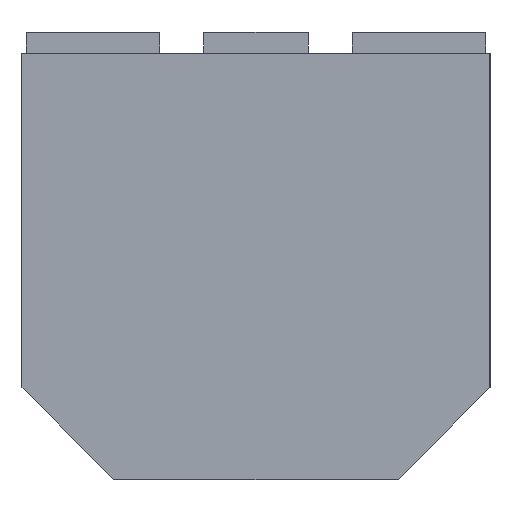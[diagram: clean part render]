
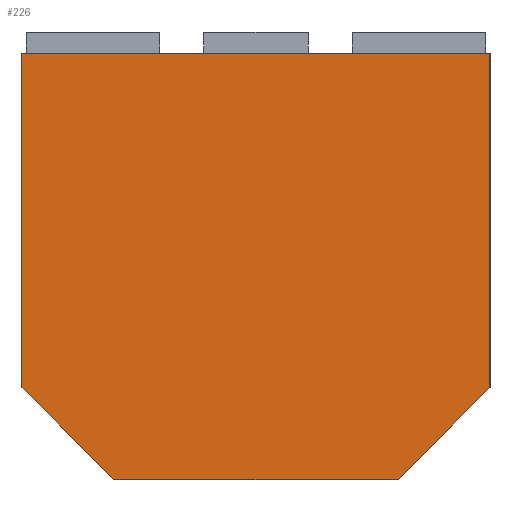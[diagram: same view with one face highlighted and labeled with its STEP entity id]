
A CAD part, left-side view. The second image highlights one B-rep face of the part: STEP entity #226.
In plain terms, the highlighted planar face has unit normal (-1, 0, 0).
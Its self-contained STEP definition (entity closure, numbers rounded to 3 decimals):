
#55=FACE_OUTER_BOUND('',#322,.T.);
#82=LINE('',#1035,#150);
#88=LINE('',#1059,#156);
#96=LINE('',#1079,#164);
#98=LINE('',#1083,#166);
#100=LINE('',#1087,#168);
#109=LINE('',#1105,#177);
#150=VECTOR('',#833,1.);
#156=VECTOR('',#859,1.);
#164=VECTOR('',#875,1.);
#166=VECTOR('',#879,1.);
#168=VECTOR('',#883,1.);
#177=VECTOR('',#894,1.);
#226=ADVANCED_FACE('',(#55),#265,.F.);
#265=PLANE('',#770);
#322=EDGE_LOOP('',(#425,#426,#427,#428,#429,#430));
#425=ORIENTED_EDGE('',*,*,#610,.T.);
#426=ORIENTED_EDGE('',*,*,#622,.T.);
#427=ORIENTED_EDGE('',*,*,#645,.T.);
#428=ORIENTED_EDGE('',*,*,#636,.T.);
#429=ORIENTED_EDGE('',*,*,#634,.T.);
#430=ORIENTED_EDGE('',*,*,#632,.T.);
#545=VERTEX_POINT('',#1029);
#548=VERTEX_POINT('',#1034);
#556=VERTEX_POINT('',#1058);
#564=VERTEX_POINT('',#1078);
#565=VERTEX_POINT('',#1082);
#566=VERTEX_POINT('',#1086);
#610=EDGE_CURVE('',#545,#548,#82,.T.);
#622=EDGE_CURVE('',#548,#556,#88,.T.);
#632=EDGE_CURVE('',#564,#545,#96,.T.);
#634=EDGE_CURVE('',#565,#564,#98,.T.);
#636=EDGE_CURVE('',#566,#565,#100,.T.);
#645=EDGE_CURVE('',#556,#566,#109,.T.);
#770=AXIS2_PLACEMENT_3D('',#1115,#901,#902);
#833=DIRECTION('',(0.,-0.707,0.707));
#859=DIRECTION('',(0.,0.,1.));
#875=DIRECTION('',(0.,-1.,0.));
#879=DIRECTION('',(0.,-0.707,-0.707));
#883=DIRECTION('',(0.,0.,-1.));
#894=DIRECTION('',(0.,1.,0.));
#901=DIRECTION('',(1.,0.,0.));
#902=DIRECTION('',(0.,1.,0.));
#1029=CARTESIAN_POINT('',(-57.5,-34.,-102.));
#1034=CARTESIAN_POINT('',(-57.5,-56.,-80.));
#1035=CARTESIAN_POINT('',(-57.5,-34.,-102.));
#1058=CARTESIAN_POINT('',(-57.5,-56.,0.));
#1059=CARTESIAN_POINT('',(-57.5,-56.,-80.));
#1078=CARTESIAN_POINT('',(-57.5,34.,-102.));
#1079=CARTESIAN_POINT('',(-57.5,34.,-102.));
#1082=CARTESIAN_POINT('',(-57.5,56.,-80.));
#1083=CARTESIAN_POINT('',(-57.5,56.,-80.));
#1086=CARTESIAN_POINT('',(-57.5,56.,0.));
#1087=CARTESIAN_POINT('',(-57.5,56.,-80.));
#1105=CARTESIAN_POINT('',(-57.5,-56.,0.));
#1115=CARTESIAN_POINT('',(-57.5,0.,-136.));
